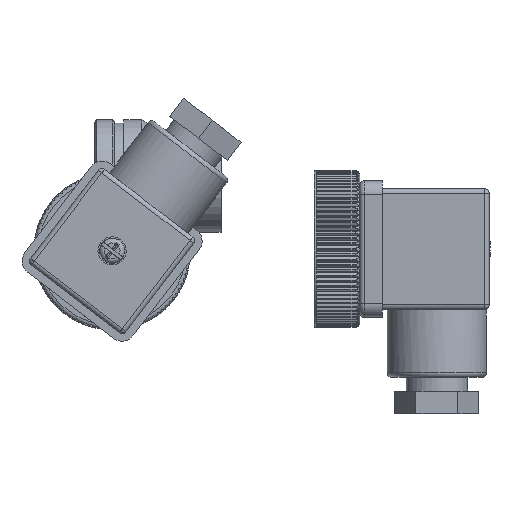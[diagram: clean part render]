
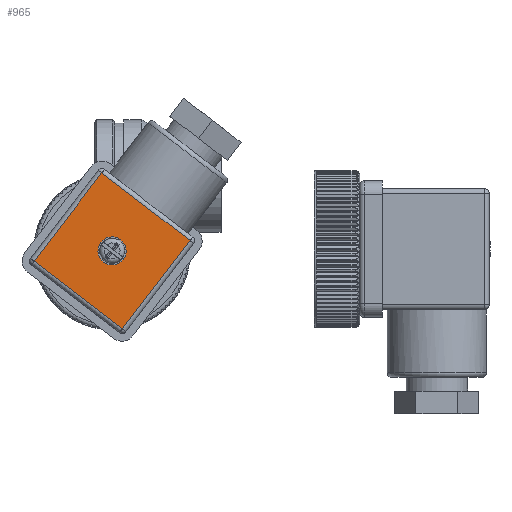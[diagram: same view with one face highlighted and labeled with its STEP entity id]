
A CAD part, top view. The second image highlights one B-rep face of the part: STEP entity #965.
In plain terms, the highlighted face is planar.
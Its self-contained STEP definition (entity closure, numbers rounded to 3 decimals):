
#965 = ADVANCED_FACE( '', ( #2323, #2324 ), #2325, .T. );
#2323 = FACE_BOUND( '', #4112, .T. );
#2324 = FACE_OUTER_BOUND( '', #4113, .T. );
#2325 = PLANE( '', #4114 );
#4112 = EDGE_LOOP( '', ( #7039 ) );
#4113 = EDGE_LOOP( '', ( #7040, #7041, #7042, #7043 ) );
#4114 = AXIS2_PLACEMENT_3D( '', #7044, #7045, #7046 );
#7039 = ORIENTED_EDGE( '', *, *, #11295, .T. );
#7040 = ORIENTED_EDGE( '', *, *, #11296, .T. );
#7041 = ORIENTED_EDGE( '', *, *, #11297, .T. );
#7042 = ORIENTED_EDGE( '', *, *, #11298, .T. );
#7043 = ORIENTED_EDGE( '', *, *, #11299, .T. );
#7044 = CARTESIAN_POINT( '', ( 80.3, -13.25, 13.25 ) );
#7045 = DIRECTION( '', ( 1., 0., 0. ) );
#7046 = DIRECTION( '', ( 0., -1., 0. ) );
#11295 = EDGE_CURVE( '', #13916, #13916, #13917, .T. );
#11296 = EDGE_CURVE( '', #13918, #13919, #13920, .T. );
#11297 = EDGE_CURVE( '', #13919, #12805, #13921, .T. );
#11298 = EDGE_CURVE( '', #12805, #13922, #13923, .T. );
#11299 = EDGE_CURVE( '', #13922, #13918, #13924, .T. );
#12805 = VERTEX_POINT( '', #16020 );
#13916 = VERTEX_POINT( '', #18349 );
#13917 = CIRCLE( '', #18350, 3.1 );
#13918 = VERTEX_POINT( '', #18351 );
#13919 = VERTEX_POINT( '', #18352 );
#13920 = LINE( '', #18353, #18354 );
#13921 = LINE( '', #18355, #18356 );
#13922 = VERTEX_POINT( '', #18357 );
#13923 = LINE( '', #18358, #18359 );
#13924 = LINE( '', #18360, #18361 );
#16020 = CARTESIAN_POINT( '', ( 80.3, 12.25, 12.25 ) );
#18349 = CARTESIAN_POINT( '', ( 80.3, 3.1, 0. ) );
#18350 = AXIS2_PLACEMENT_3D( '', #21129, #21130, #21131 );
#18351 = CARTESIAN_POINT( '', ( 80.3, -12.25, -12.25 ) );
#18352 = CARTESIAN_POINT( '', ( 80.3, 12.25, -12.25 ) );
#18353 = CARTESIAN_POINT( '', ( 80.3, -13.25, -12.25 ) );
#18354 = VECTOR( '', #21132, 1000. );
#18355 = CARTESIAN_POINT( '', ( 80.3, 12.25, 13.25 ) );
#18356 = VECTOR( '', #21133, 1000. );
#18357 = CARTESIAN_POINT( '', ( 80.3, -12.25, 12.25 ) );
#18358 = CARTESIAN_POINT( '', ( 80.3, -13.25, 12.25 ) );
#18359 = VECTOR( '', #21134, 1000. );
#18360 = CARTESIAN_POINT( '', ( 80.3, -12.25, 13.25 ) );
#18361 = VECTOR( '', #21135, 1000. );
#21129 = CARTESIAN_POINT( '', ( 80.3, 0., 0. ) );
#21130 = DIRECTION( '', ( -1., 0., 0. ) );
#21131 = DIRECTION( '', ( 0., 1., 0. ) );
#21132 = DIRECTION( '', ( 0., 1., 0. ) );
#21133 = DIRECTION( '', ( 0., 0., 1. ) );
#21134 = DIRECTION( '', ( 0., -1., 0. ) );
#21135 = DIRECTION( '', ( 0., 0., -1. ) );
